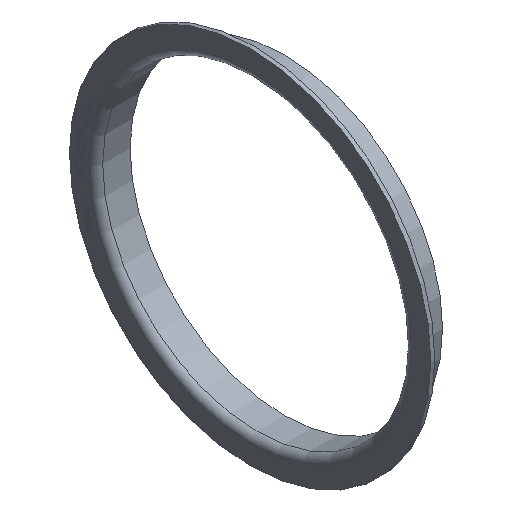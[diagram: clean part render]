
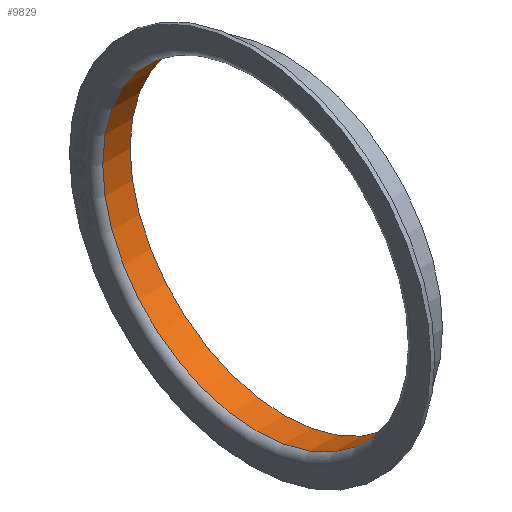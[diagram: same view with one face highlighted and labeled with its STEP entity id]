
A CAD part, isometric view. The second image highlights one B-rep face of the part: STEP entity #9829.
In plain terms, the highlighted cylindrical face has radius 157.95 mm (diameter 315.9 mm), a full revolution.
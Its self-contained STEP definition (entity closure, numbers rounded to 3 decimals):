
#256 = CIRCLE ( 'NONE', #10746, 157.95 ) ;
#898 = ORIENTED_EDGE ( 'NONE', *, *, #3872, .F. ) ;
#1201 = AXIS2_PLACEMENT_3D ( 'NONE', #8667, #13578, #2733 ) ;
#2175 = FACE_OUTER_BOUND ( 'NONE', #11506, .T. ) ;
#2413 = CARTESIAN_POINT ( 'NONE',  ( 7., 0., 157.95 ) ) ;
#2733 = DIRECTION ( 'NONE',  ( 0., 0., 1. ) ) ;
#3710 = DIRECTION ( 'NONE',  ( 0., 0., 1. ) ) ;
#3872 = EDGE_CURVE ( 'NONE', #12937, #12937, #256, .T. ) ;
#4549 = CIRCLE ( 'NONE', #1201, 157.95 ) ;
#4672 = VERTEX_POINT ( 'NONE', #2413 ) ;
#5800 = CARTESIAN_POINT ( 'NONE',  ( 35., 0., 0. ) ) ;
#7127 = ORIENTED_EDGE ( 'NONE', *, *, #15015, .T. ) ;
#7288 = CARTESIAN_POINT ( 'NONE',  ( 0., 0., 0. ) ) ;
#7551 = DIRECTION ( 'NONE',  ( 0., 0., 1. ) ) ;
#7651 = EDGE_LOOP ( 'NONE', ( #898 ) ) ;
#8667 = CARTESIAN_POINT ( 'NONE',  ( 7., 0., 0. ) ) ;
#9331 = AXIS2_PLACEMENT_3D ( 'NONE', #7288, #12234, #3710 ) ;
#9829 = ADVANCED_FACE ( 'NONE', ( #14448, #2175 ), #10997, .F. ) ;
#10746 = AXIS2_PLACEMENT_3D ( 'NONE', #5800, #12477, #7551 ) ;
#10997 = CYLINDRICAL_SURFACE ( 'NONE', #9331, 157.95 ) ;
#11506 = EDGE_LOOP ( 'NONE', ( #7127 ) ) ;
#11813 = CARTESIAN_POINT ( 'NONE',  ( 35., 0., 157.95 ) ) ;
#12234 = DIRECTION ( 'NONE',  ( -1., 0., 0. ) ) ;
#12477 = DIRECTION ( 'NONE',  ( -1., 0., 0. ) ) ;
#12937 = VERTEX_POINT ( 'NONE', #11813 ) ;
#13578 = DIRECTION ( 'NONE',  ( -1., 0., 0. ) ) ;
#14448 = FACE_OUTER_BOUND ( 'NONE', #7651, .T. ) ;
#15015 = EDGE_CURVE ( 'NONE', #4672, #4672, #4549, .T. ) ;
